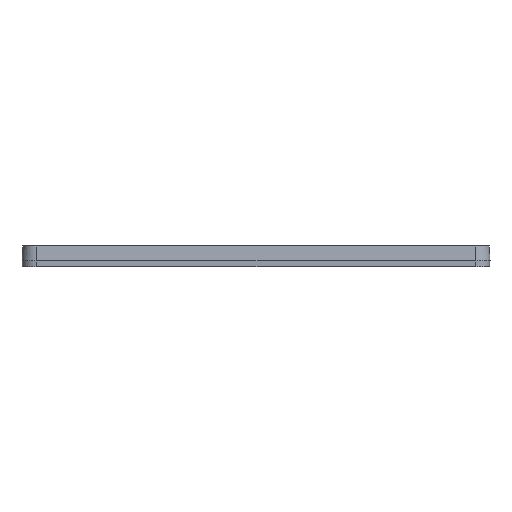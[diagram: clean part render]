
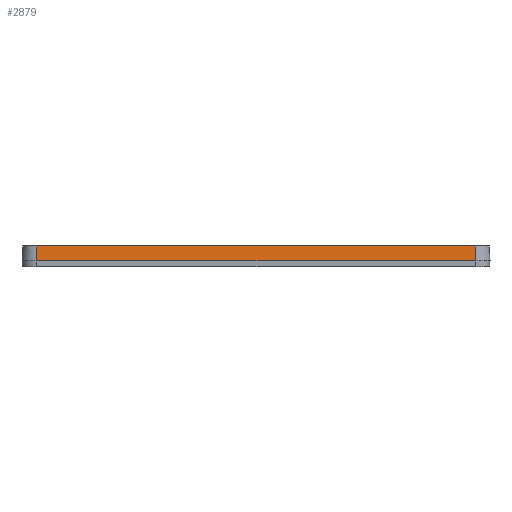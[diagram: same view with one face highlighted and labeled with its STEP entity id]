
A CAD part, front view. The second image highlights one B-rep face of the part: STEP entity #2879.
In plain terms, the highlighted planar face has unit normal (0, -0.999, 0.052).
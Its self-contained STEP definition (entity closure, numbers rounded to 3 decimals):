
#1481=FACE_OUTER_BOUND('',#4891,.T.);
#2879=ADVANCED_FACE('',(#1481),#3668,.T.);
#3668=PLANE('',#20435);
#4891=EDGE_LOOP('',(#12060,#12061,#12062,#12063));
#5962=LINE('',#26537,#7257);
#6873=LINE('',#31475,#8168);
#6899=LINE('',#31635,#8194);
#6900=LINE('',#31648,#8195);
#7257=VECTOR('',#21339,1.);
#8168=VECTOR('',#24168,1.);
#8194=VECTOR('',#24294,1.);
#8195=VECTOR('',#24295,1.);
#12060=ORIENTED_EDGE('',*,*,#17694,.T.);
#12061=ORIENTED_EDGE('',*,*,#15949,.F.);
#12062=ORIENTED_EDGE('',*,*,#17695,.F.);
#12063=ORIENTED_EDGE('',*,*,#17630,.F.);
#14146=VERTEX_POINT('',#26536);
#14147=VERTEX_POINT('',#26538);
#15273=VERTEX_POINT('',#31450);
#15276=VERTEX_POINT('',#31474);
#15949=EDGE_CURVE('',#14146,#14147,#5962,.T.);
#17630=EDGE_CURVE('',#15276,#15273,#6873,.T.);
#17694=EDGE_CURVE('',#15276,#14147,#6899,.T.);
#17695=EDGE_CURVE('',#15273,#14146,#6900,.T.);
#20435=AXIS2_PLACEMENT_3D('',#31649,#24296,#24297);
#21339=DIRECTION('',(1.,0.,0.));
#24168=DIRECTION('',(-1.,0.,0.));
#24294=DIRECTION('',(0.,0.052,0.999));
#24295=DIRECTION('',(0.,0.052,0.999));
#24296=DIRECTION('',(0.,-0.999,0.052));
#24297=DIRECTION('',(0.,0.052,0.999));
#26536=CARTESIAN_POINT('',(-72.619,-74.743,6.9));
#26537=CARTESIAN_POINT('',(53.157,-74.743,6.9));
#26538=CARTESIAN_POINT('',(72.619,-74.743,6.9));
#31450=CARTESIAN_POINT('',(-72.619,-75.,2.));
#31474=CARTESIAN_POINT('',(72.619,-75.,2.));
#31475=CARTESIAN_POINT('',(72.619,-75.,2.));
#31635=CARTESIAN_POINT('',(72.619,-75.,2.));
#31648=CARTESIAN_POINT('',(-72.619,-75.,2.));
#31649=CARTESIAN_POINT('',(72.619,-75.,2.));
